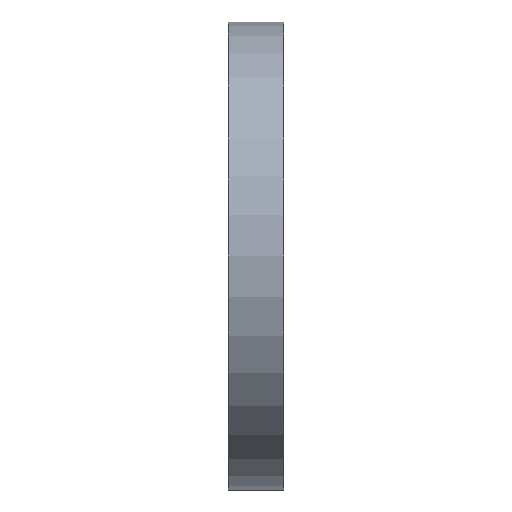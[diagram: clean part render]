
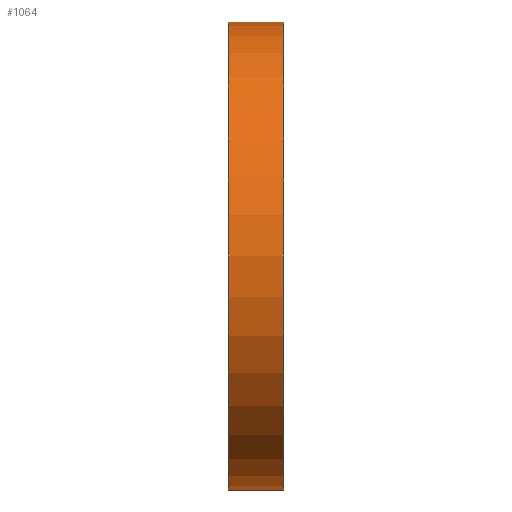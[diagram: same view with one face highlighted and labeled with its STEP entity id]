
A CAD part, left-side view. The second image highlights one B-rep face of the part: STEP entity #1064.
In plain terms, the highlighted cylindrical face has radius 25.5 mm (diameter 51 mm), a partial arc.
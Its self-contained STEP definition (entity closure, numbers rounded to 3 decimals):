
#4 = DIRECTION ( 'NONE',  ( 0., 0., 1. ) ) ;
#24 = ORIENTED_EDGE ( 'NONE', *, *, #2253, .F. ) ;
#159 = EDGE_CURVE ( 'NONE', #1880, #203, #600, .T. ) ;
#203 = VERTEX_POINT ( 'NONE', #1560 ) ;
#382 = VECTOR ( 'NONE', #2007, 1000. ) ;
#426 = CIRCLE ( 'NONE', #1243, 25.5 ) ;
#495 = VECTOR ( 'NONE', #790, 1000. ) ;
#542 = ORIENTED_EDGE ( 'NONE', *, *, #2155, .T. ) ;
#546 = CYLINDRICAL_SURFACE ( 'NONE', #1146, 25.5 ) ;
#557 = DIRECTION ( 'NONE',  ( 0., -1., 0. ) ) ;
#589 = CARTESIAN_POINT ( 'NONE',  ( 0., 6., 25.5 ) ) ;
#600 = LINE ( 'NONE', #1309, #382 ) ;
#790 = DIRECTION ( 'NONE',  ( 0., -1., 0. ) ) ;
#918 = DIRECTION ( 'NONE',  ( 0., 0., 1. ) ) ;
#945 = ORIENTED_EDGE ( 'NONE', *, *, #159, .T. ) ;
#1064 = ADVANCED_FACE ( 'NONE', ( #1440 ), #546, .T. ) ;
#1084 = VERTEX_POINT ( 'NONE', #1776 ) ;
#1097 = CARTESIAN_POINT ( 'NONE',  ( 0., 6., 0. ) ) ;
#1146 = AXIS2_PLACEMENT_3D ( 'NONE', #1097, #557, #1607 ) ;
#1243 = AXIS2_PLACEMENT_3D ( 'NONE', #1808, #1254, #4 ) ;
#1254 = DIRECTION ( 'NONE',  ( 0., 1., 0. ) ) ;
#1309 = CARTESIAN_POINT ( 'NONE',  ( 0., 6., -25.5 ) ) ;
#1440 = FACE_OUTER_BOUND ( 'NONE', #1783, .T. ) ;
#1457 = CARTESIAN_POINT ( 'NONE',  ( 0., 6., 25.5 ) ) ;
#1560 = CARTESIAN_POINT ( 'NONE',  ( 0., 0., -25.5 ) ) ;
#1607 = DIRECTION ( 'NONE',  ( 0., 0., -1. ) ) ;
#1612 = DIRECTION ( 'NONE',  ( 0., 1., 0. ) ) ;
#1652 = CIRCLE ( 'NONE', #2017, 25.5 ) ;
#1686 = LINE ( 'NONE', #589, #495 ) ;
#1748 = EDGE_CURVE ( 'NONE', #1880, #2158, #426, .T. ) ;
#1776 = CARTESIAN_POINT ( 'NONE',  ( 0., 0., 25.5 ) ) ;
#1780 = CARTESIAN_POINT ( 'NONE',  ( 0., 0., 0. ) ) ;
#1783 = EDGE_LOOP ( 'NONE', ( #24, #2295, #945, #542 ) ) ;
#1808 = CARTESIAN_POINT ( 'NONE',  ( 0., 6., 0. ) ) ;
#1880 = VERTEX_POINT ( 'NONE', #2000 ) ;
#2000 = CARTESIAN_POINT ( 'NONE',  ( 0., 6., -25.5 ) ) ;
#2007 = DIRECTION ( 'NONE',  ( 0., -1., 0. ) ) ;
#2017 = AXIS2_PLACEMENT_3D ( 'NONE', #1780, #1612, #918 ) ;
#2155 = EDGE_CURVE ( 'NONE', #203, #1084, #1652, .T. ) ;
#2158 = VERTEX_POINT ( 'NONE', #1457 ) ;
#2253 = EDGE_CURVE ( 'NONE', #2158, #1084, #1686, .T. ) ;
#2295 = ORIENTED_EDGE ( 'NONE', *, *, #1748, .F. ) ;
